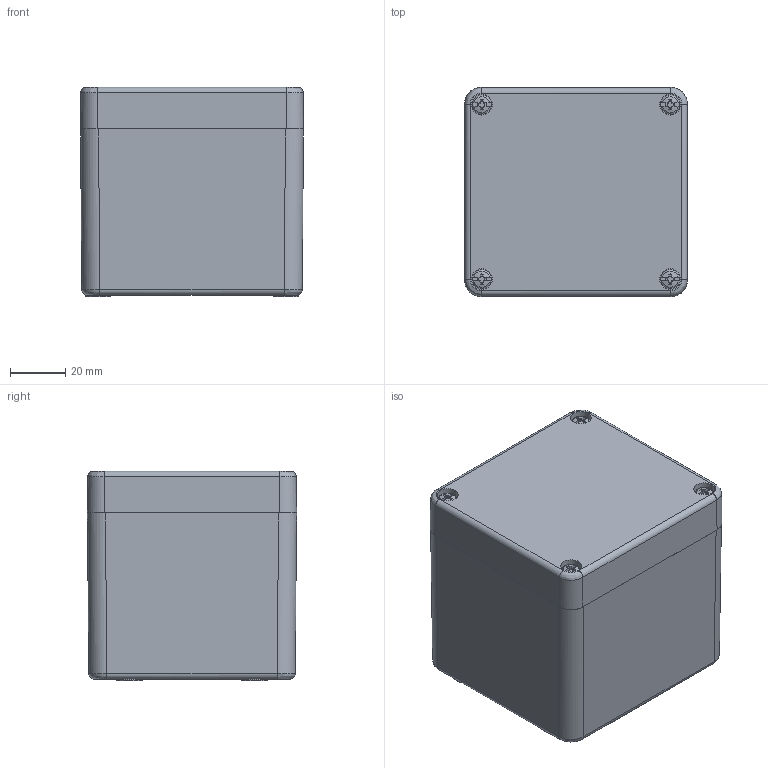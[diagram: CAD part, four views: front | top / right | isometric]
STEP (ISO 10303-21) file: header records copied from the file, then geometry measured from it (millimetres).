
FILE_DESCRIPTION (( 'STEP AP203' ), '1' );
FILE_NAME ('1590ZGRP084.step', '2020-11-14T20:11:05', ( 'ADC123' ), ( 'Microsoft' ), 'SwSTEP 2.0', 'SolidWorks 2019', '' );
FILE_SCHEMA (( 'CONFIG_CONTROL_DESIGN' ));
Length unit declared in the file: inch
Products named in the file (1): 1590ZGRP084
Bounding box: 80.5 x 75.5 x 75.5 mm (x, y, z)
Volume: 164072.2 mm3; surface area: 85301.6 mm2
Topology: 8 solids, 8 shells, 447 faces, 1124 edges, 722 vertices
Faces by surface type: plane 233, cylinder 86, cone 80, bspline 48
Full cylindrical faces by diameter (mm): 3.242 x6, 3.48 x4, 3.7 x8, 3.85 x4, 4.25 x4, 4.5 x4, 5 x6, 6.9 x4, 7.5 x4, 8 x4, 9.2 x4
Entity records: 15121 total; most frequent: CARTESIAN_POINT 5082, ORIENTED_EDGE 2044, DIRECTION 1942, EDGE_CURVE 1022, AXIS2_PLACEMENT_3D 708, VERTEX_POINT 696, EDGE_LOOP 574, VECTOR 526
